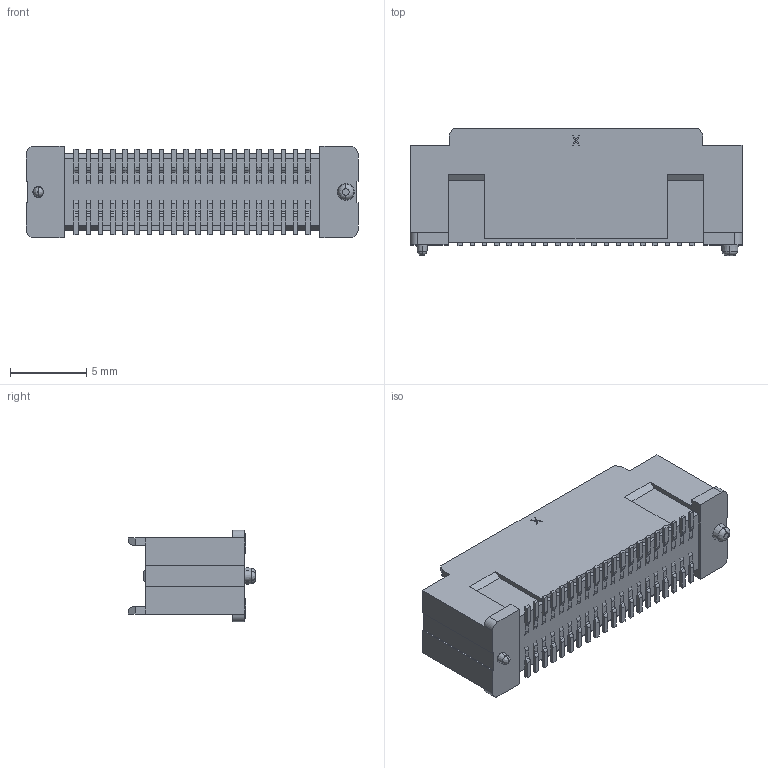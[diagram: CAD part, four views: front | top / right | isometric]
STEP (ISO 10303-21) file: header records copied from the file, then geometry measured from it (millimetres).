
FILE_DESCRIPTION((''),'2;1');
FILE_NAME('61083_P4_40POS_ASM_ASM','2014-11-25T',('sungm'),('FCI'),'PRO/ENGINEER BY PARAMETRIC TECHNOLOGY CORPORATION, 2013150','PRO/ENGINEER BY PARAMETRIC TECHNOLOGY CORPORATION, 2013150','');
FILE_SCHEMA(('CONFIG_CONTROL_DESIGN'));
Length unit declared in the file: millimetre
Products named in the file (10): 10110290_P4_40POS_WO_1_1; MANIFOLD_SOLID_BREP_27861; MANIFOLD_SOLID_BREP_28078; MANIFOLD_SOLID_BREP_28295; MANIFOLD_SOLID_BREP_28386; MANIFOLD_SOLID_BREP_28477; 10108439_BENT_004A_1_ASM_ASM; 61083_P4_40POS_ASM_1_ASM_ASM; 61083_P4_40POS_ASM_ASM_ASM; 61083_P4_40POS_ASM_ASM
Assembly tree (48 placements, depth 5):
  61083_P4_40POS_ASM_ASM
    61083_P4_40POS_ASM_ASM_ASM
      61083_P4_40POS_ASM_1_ASM_ASM
        10110290_P4_40POS_WO_1_1
        10108439_BENT_004A_1_ASM_ASM  x40
          MANIFOLD_SOLID_BREP_27861
          MANIFOLD_SOLID_BREP_28078
          MANIFOLD_SOLID_BREP_28295
          MANIFOLD_SOLID_BREP_28386
          MANIFOLD_SOLID_BREP_28477
Bounding box: 21.8 x 8.35 x 6 mm (x, y, z)
Volume: 598.7 mm3; surface area: 1414.9 mm2
Topology: 201 solids, 201 shells, 2781 faces, 7054 edges, 4684 vertices
Faces by surface type: plane 1745, cylinder 692, torus 240, bspline 84, cone 20
Entity records: 9402 total; most frequent: CARTESIAN_POINT 1769, DIRECTION 1606, ORIENTED_EDGE 1472, EDGE_CURVE 736, VECTOR 622, LINE 622, AXIS2_PLACEMENT_3D 492, VERTEX_POINT 472
